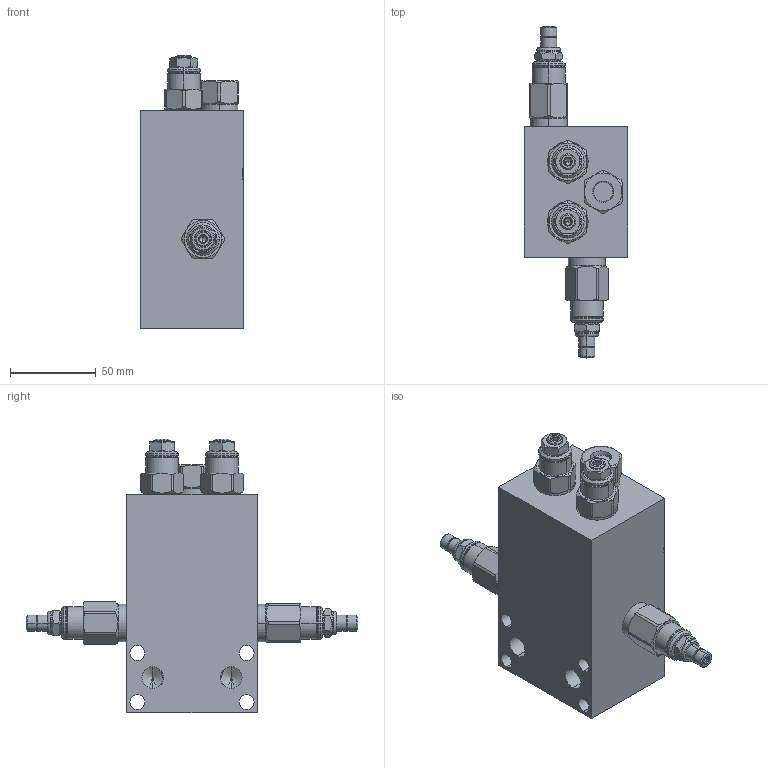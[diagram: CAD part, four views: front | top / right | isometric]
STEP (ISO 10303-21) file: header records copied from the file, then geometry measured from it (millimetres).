
FILE_DESCRIPTION((''),'2;1');
FILE_NAME('YCCWLHNAK_ASM','2019-08-28T',('ProEService'),(''),'PRO/ENGINEER BY PARAMETRIC TECHNOLOGY CORPORATION, 2014200','PRO/ENGINEER BY PARAMETRIC TECHNOLOGY CORPORATION, 2014200','');
FILE_SCHEMA(('CONFIG_CONTROL_DESIGN'));
Length unit declared in the file: inch
Products named in the file (5): 152-037-004; CBCALHN; CSAAEXN; RDDALAN; YCCWLHNAK_ASM
Assembly tree (6 placements, depth 2):
  YCCWLHNAK_ASM
    152-037-004
    CBCALHN  x2
    CSAAEXN
    RDDALAN  x2
Bounding box: 60.33 x 193.34 x 159.54 mm (x, y, z)
Volume: 565848.4 mm3; surface area: 112520 mm2
Topology: 15 solids, 21 shells, 1092 faces, 2966 edges, 2108 vertices
Faces by surface type: cylinder 404, cone 252, plane 242, torus 156, revolution 38
Entity records: 28035 total; most frequent: CARTESIAN_POINT 8946, DIRECTION 4168, ORIENTED_EDGE 3340, EDGE_CURVE 1670, AXIS2_PLACEMENT_3D 1579, VERTEX_POINT 1015, VECTOR 988, LINE 988
